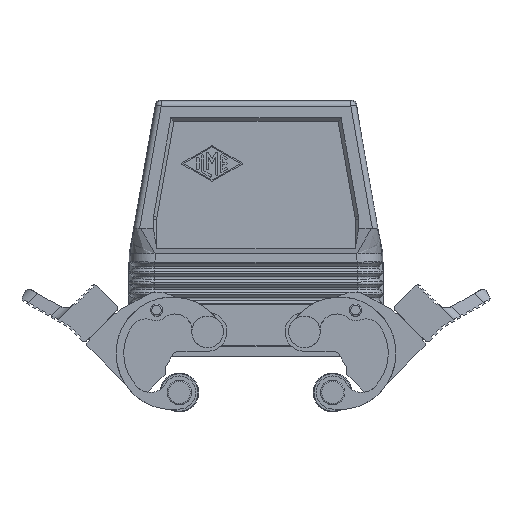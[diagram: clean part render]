
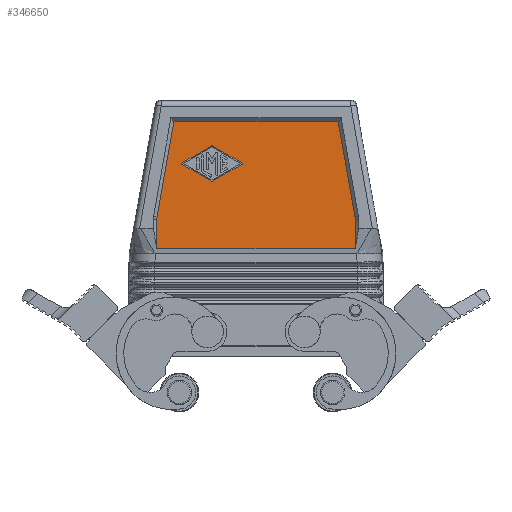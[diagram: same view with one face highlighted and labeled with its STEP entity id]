
A CAD part, left-side view. The second image highlights one B-rep face of the part: STEP entity #346650.
In plain terms, the highlighted planar face has unit normal (-1, 0, 0).
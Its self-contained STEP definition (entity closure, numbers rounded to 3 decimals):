
#173710=CARTESIAN_POINT('',(74.12,-0.695,
36.859));
#173720=VERTEX_POINT('',#173710);
#173900=CARTESIAN_POINT('',(74.12,-0.759,
36.123));
#173910=VERTEX_POINT('',#173900);
#173940=CARTESIAN_POINT('',(74.12,7.729,
35.752));
#173950=DIRECTION('',(1.,0.,0.));
#173960=DIRECTION('',(0.,0.996,-0.087));
#173970=AXIS2_PLACEMENT_3D('',#173940,#173950,#173960);
#173980=ELLIPSE('',#173970,8.504,6.002);
#173990=EDGE_CURVE('',#173720,#173910,#173980,.T.);
#194970=CARTESIAN_POINT('',(74.12,-0.759,
27.871));
#194980=VERTEX_POINT('',#194970);
#195010=CARTESIAN_POINT('',(74.12,-0.759,
34.229));
#195020=DIRECTION('',(0.,0.,1.));
#195030=VECTOR('',#195020,1.);
#195040=LINE('',#195010,#195030);
#195050=EDGE_CURVE('',#194980,#173910,#195040,.T.);
#252650=CARTESIAN_POINT('',(74.12,-1.158,
34.229));
#252660=DIRECTION('',(0.,0.174,0.985));
#252670=VECTOR('',#252660,1.);
#252680=LINE('',#252650,#252670);
#252690=CARTESIAN_POINT('',(74.12,4.087,
64.));
#252700=VERTEX_POINT('',#252690);
#252710=EDGE_CURVE('',#173720,#252700,#252680,.T.);
#344130=CARTESIAN_POINT('',(74.12,25.163,
64.));
#344140=DIRECTION('',(0.,1.,0.));
#344150=VECTOR('',#344140,1.);
#344160=LINE('',#344130,#344150);
#344170=CARTESIAN_POINT('',(74.12,50.734,
64.));
#344180=VERTEX_POINT('',#344170);
#344190=EDGE_CURVE('',#252700,#344180,#344160,.T.);
#344510=CARTESIAN_POINT('',(74.12,55.979,
34.229));
#344520=DIRECTION('',(0.,-0.174,0.985));
#344530=VECTOR('',#344520,1.);
#344540=LINE('',#344510,#344530);
#344550=CARTESIAN_POINT('',(74.12,55.515,
36.865));
#344560=VERTEX_POINT('',#344550);
#344570=EDGE_CURVE('',#344560,#344180,#344540,.T.);
#345270=CARTESIAN_POINT('',(74.12,55.579,
34.229));
#345280=DIRECTION('',(0.,-0.,1.));
#345290=VECTOR('',#345280,1.);
#345300=LINE('',#345270,#345290);
#345310=CARTESIAN_POINT('',(74.12,55.579,
27.871));
#345320=VERTEX_POINT('',#345310);
#345330=CARTESIAN_POINT('',(74.12,55.579,
36.129));
#345340=VERTEX_POINT('',#345330);
#345350=EDGE_CURVE('',#345320,#345340,#345300,.T.);
#345690=CARTESIAN_POINT('',(74.12,54.827,
50.993));
#345700=DIRECTION('',(1.,0.,0.));
#345710=DIRECTION('',(0.,1.,0.));
#345720=AXIS2_PLACEMENT_3D('',#345690,#345700,#345710);
#345730=PLANE('',#345720);
#345740=ORIENTED_EDGE('',*,*,#345350,.F.);
#345750=CARTESIAN_POINT('',(74.12,47.091,
35.758));
#345760=DIRECTION('',(1.,0.,0.));
#345770=DIRECTION('',(0.,0.996,0.087));
#345780=AXIS2_PLACEMENT_3D('',#345750,#345760,#345770);
#345790=ELLIPSE('',#345780,8.504,6.002);
#345800=EDGE_CURVE('',#345340,#344560,#345790,.T.);
#345810=ORIENTED_EDGE('',*,*,#345800,.F.);
#345820=ORIENTED_EDGE('',*,*,#344570,.F.);
#345830=ORIENTED_EDGE('',*,*,#344190,.T.);
#345840=ORIENTED_EDGE('',*,*,#252710,.T.);
#345850=ORIENTED_EDGE('',*,*,#173990,.F.);
#345860=ORIENTED_EDGE('',*,*,#195050,.T.);
#345870=CARTESIAN_POINT('',(74.12,25.163,
27.871));
#345880=DIRECTION('',(0.,1.,0.));
#345890=VECTOR('',#345880,1.);
#345900=LINE('',#345870,#345890);
#345910=EDGE_CURVE('',#194980,#345320,#345900,.T.);
#345920=ORIENTED_EDGE('',*,*,#345910,.F.);
#345930=EDGE_LOOP('',(#345920,#345860,#345850,#345840,#345830,#345820,
#345810,#345740));
#345940=FACE_OUTER_BOUND('',#345930,.T.);
#345950=CARTESIAN_POINT('',(74.12,39.906,56.666));
#345960=DIRECTION('',(-1.,0.,0.));
#345970=DIRECTION('',(0.,-1.,0.));
#345980=AXIS2_PLACEMENT_3D('',#345950,#345960,#345970);
#345990=CIRCLE('',#345980,0.333);
#346000=CARTESIAN_POINT('',(74.12,39.74,
56.956));
#346010=VERTEX_POINT('',#346000);
#346020=CARTESIAN_POINT('',(74.12,40.071,
56.956));
#346030=VERTEX_POINT('',#346020);
#346040=EDGE_CURVE('',#346010,#346030,#345990,.T.);
#346050=ORIENTED_EDGE('',*,*,#346040,.F.);
#346060=CARTESIAN_POINT('',(74.12,25.163,
65.477));
#346070=DIRECTION('',(0.,0.868,-0.496));
#346080=VECTOR('',#346070,1.);
#346090=LINE('',#346060,#346080);
#346100=CARTESIAN_POINT('',(74.12,48.487,
52.145));
#346110=VERTEX_POINT('',#346100);
#346120=EDGE_CURVE('',#346030,#346110,#346090,.T.);
#346130=ORIENTED_EDGE('',*,*,#346120,.F.);
#346140=CARTESIAN_POINT('',(74.12,48.405,52.));
#346150=DIRECTION('',(-1.,0.,0.));
#346160=DIRECTION('',(0.,-1.,0.));
#346170=AXIS2_PLACEMENT_3D('',#346140,#346150,#346160);
#346180=CIRCLE('',#346170,0.167);
#346190=CARTESIAN_POINT('',(74.12,48.487,
51.855));
#346200=VERTEX_POINT('',#346190);
#346210=EDGE_CURVE('',#346110,#346200,#346180,.T.);
#346220=ORIENTED_EDGE('',*,*,#346210,.F.);
#346230=CARTESIAN_POINT('',(74.12,25.163,
38.523));
#346240=DIRECTION('',(0.,-0.868,-0.496));
#346250=VECTOR('',#346240,1.);
#346260=LINE('',#346230,#346250);
#346270=CARTESIAN_POINT('',(74.12,40.071,
47.044));
#346280=VERTEX_POINT('',#346270);
#346290=EDGE_CURVE('',#346200,#346280,#346260,.T.);
#346300=ORIENTED_EDGE('',*,*,#346290,.F.);
#346310=CARTESIAN_POINT('',(74.12,39.906,47.334));
#346320=DIRECTION('',(-1.,0.,0.));
#346330=DIRECTION('',(0.,-1.,0.));
#346340=AXIS2_PLACEMENT_3D('',#346310,#346320,#346330);
#346350=CIRCLE('',#346340,0.333);
#346360=CARTESIAN_POINT('',(74.12,39.74,
47.044));
#346370=VERTEX_POINT('',#346360);
#346380=EDGE_CURVE('',#346280,#346370,#346350,.T.);
#346390=ORIENTED_EDGE('',*,*,#346380,.F.);
#346400=CARTESIAN_POINT('',(74.12,25.163,
55.377));
#346410=DIRECTION('',(0.,-0.868,0.496));
#346420=VECTOR('',#346410,1.);
#346430=LINE('',#346400,#346420);
#346440=CARTESIAN_POINT('',(74.12,31.324,
51.855));
#346450=VERTEX_POINT('',#346440);
#346460=EDGE_CURVE('',#346370,#346450,#346430,.T.);
#346470=ORIENTED_EDGE('',*,*,#346460,.F.);
#346480=CARTESIAN_POINT('',(74.12,31.407,52.));
#346490=DIRECTION('',(-1.,0.,0.));
#346500=DIRECTION('',(0.,-1.,0.));
#346510=AXIS2_PLACEMENT_3D('',#346480,#346490,#346500);
#346520=CIRCLE('',#346510,0.167);
#346530=CARTESIAN_POINT('',(74.12,31.324,
52.145));
#346540=VERTEX_POINT('',#346530);
#346550=EDGE_CURVE('',#346450,#346540,#346520,.T.);
#346560=ORIENTED_EDGE('',*,*,#346550,.F.);
#346570=CARTESIAN_POINT('',(74.12,25.163,
48.623));
#346580=DIRECTION('',(0.,0.868,0.496));
#346590=VECTOR('',#346580,1.);
#346600=LINE('',#346570,#346590);
#346610=EDGE_CURVE('',#346540,#346010,#346600,.T.);
#346620=ORIENTED_EDGE('',*,*,#346610,.F.);
#346630=EDGE_LOOP('',(#346620,#346560,#346470,#346390,#346300,#346220,
#346130,#346050));
#346640=FACE_BOUND('',#346630,.T.);
#346650=ADVANCED_FACE('',(#345940,#346640),#345730,.F.);
